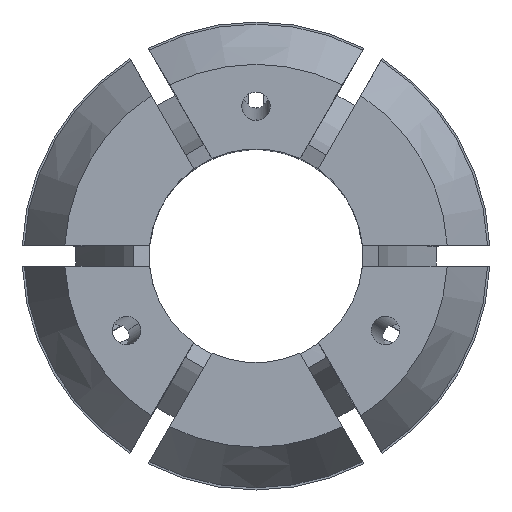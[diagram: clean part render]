
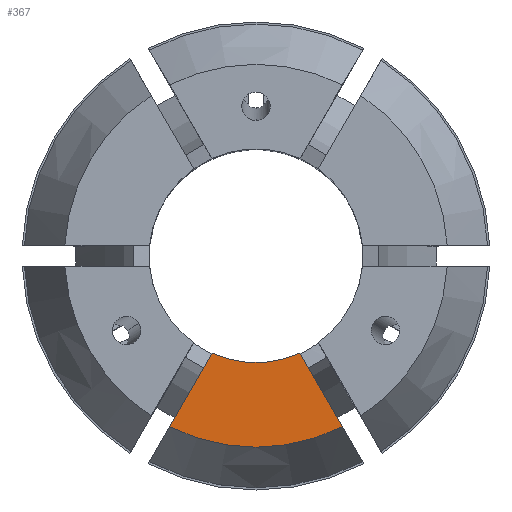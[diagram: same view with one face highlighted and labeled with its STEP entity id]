
A CAD part, top view. The second image highlights one B-rep face of the part: STEP entity #367.
In plain terms, the highlighted planar face has unit normal (0, 0, 1).
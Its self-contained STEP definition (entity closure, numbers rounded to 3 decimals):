
#23 = ORIENTED_EDGE ( 'NONE', *, *, #2496, .T. ) ;
#43 = AXIS2_PLACEMENT_3D ( 'NONE', #2629, #3856, #2971 ) ;
#212 = DIRECTION ( 'NONE',  ( 0., 0., 1. ) ) ;
#325 = CARTESIAN_POINT ( 'NONE',  ( -3.102, -6.873, 40. ) ) ;
#367 = ADVANCED_FACE ( 'NONE', ( #2587 ), #3241, .T. ) ;
#457 = DIRECTION ( 'NONE',  ( 0., 0., 1. ) ) ;
#470 = VECTOR ( 'NONE', #1487, 1000. ) ;
#721 = VERTEX_POINT ( 'NONE', #325 ) ;
#1046 = VECTOR ( 'NONE', #2457, 1000. ) ;
#1123 = CARTESIAN_POINT ( 'NONE',  ( 6.495, 9.75, 40. ) ) ;
#1238 = VERTEX_POINT ( 'NONE', #3696 ) ;
#1487 = DIRECTION ( 'NONE',  ( -0.5, -0.866, 0. ) ) ;
#1614 = ORIENTED_EDGE ( 'NONE', *, *, #2701, .F. ) ;
#1659 = CARTESIAN_POINT ( 'NONE',  ( 3.102, -6.873, 40. ) ) ;
#1710 = CARTESIAN_POINT ( 'NONE',  ( 0., 13.499, 40. ) ) ;
#1736 = VERTEX_POINT ( 'NONE', #3441 ) ;
#1759 = DIRECTION ( 'NONE',  ( 1., 0., 0. ) ) ;
#1835 = ORIENTED_EDGE ( 'NONE', *, *, #3172, .F. ) ;
#1971 = LINE ( 'NONE', #2159, #1046 ) ;
#2130 = EDGE_LOOP ( 'NONE', ( #1835, #23, #1614, #3609 ) ) ;
#2159 = CARTESIAN_POINT ( 'NONE',  ( -6.495, 9.75, 40. ) ) ;
#2181 = AXIS2_PLACEMENT_3D ( 'NONE', #1710, #457, #3255 ) ;
#2268 = CIRCLE ( 'NONE', #43, 13.499 ) ;
#2328 = CARTESIAN_POINT ( 'NONE',  ( 0., 0., 40. ) ) ;
#2361 = AXIS2_PLACEMENT_3D ( 'NONE', #2328, #212, #1759 ) ;
#2391 = VERTEX_POINT ( 'NONE', #1659 ) ;
#2457 = DIRECTION ( 'NONE',  ( 0.5, -0.866, 0. ) ) ;
#2496 = EDGE_CURVE ( 'NONE', #721, #1238, #3776, .T. ) ;
#2575 = EDGE_CURVE ( 'NONE', #2391, #1736, #1971, .T. ) ;
#2587 = FACE_OUTER_BOUND ( 'NONE', #2130, .T. ) ;
#2629 = CARTESIAN_POINT ( 'NONE',  ( 0., 0., 40. ) ) ;
#2701 = EDGE_CURVE ( 'NONE', #1736, #1238, #2268, .T. ) ;
#2971 = DIRECTION ( 'NONE',  ( -1., 0., 0. ) ) ;
#3172 = EDGE_CURVE ( 'NONE', #721, #2391, #3869, .T. ) ;
#3241 = PLANE ( 'NONE',  #2181 ) ;
#3255 = DIRECTION ( 'NONE',  ( 1., 0., 0. ) ) ;
#3441 = CARTESIAN_POINT ( 'NONE',  ( 6.09, -12.048, 40. ) ) ;
#3609 = ORIENTED_EDGE ( 'NONE', *, *, #2575, .F. ) ;
#3696 = CARTESIAN_POINT ( 'NONE',  ( -6.09, -12.048, 40. ) ) ;
#3776 = LINE ( 'NONE', #1123, #470 ) ;
#3856 = DIRECTION ( 'NONE',  ( 0., 0., -1. ) ) ;
#3869 = CIRCLE ( 'NONE', #2361, 7.54 ) ;
